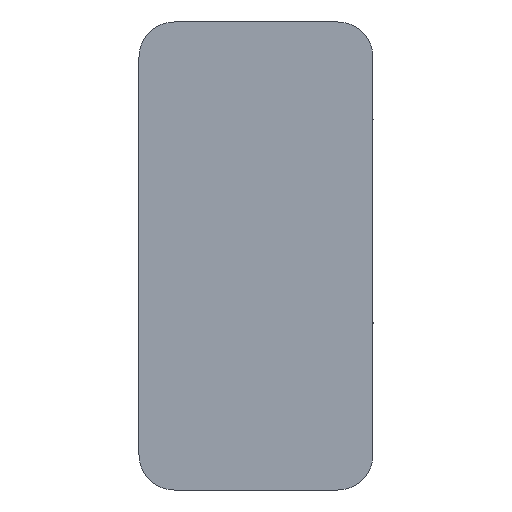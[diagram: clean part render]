
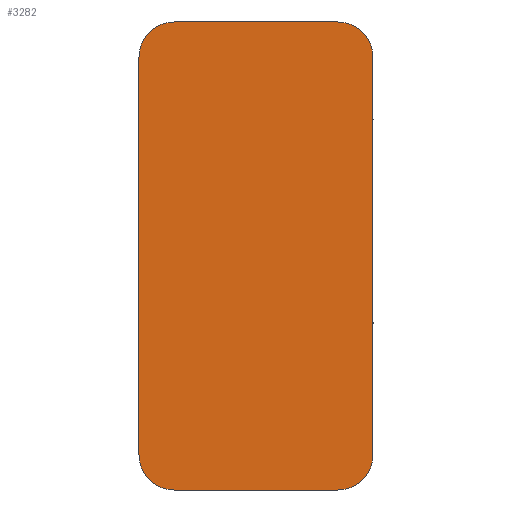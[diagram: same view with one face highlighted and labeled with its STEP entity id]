
A CAD part, front view. The second image highlights one B-rep face of the part: STEP entity #3282.
In plain terms, the highlighted planar face has unit normal (0, -1, 0).
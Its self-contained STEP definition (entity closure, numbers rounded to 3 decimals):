
#11 = CARTESIAN_POINT ( 'NONE',  ( -13.75, 0., -50. ) ) ;
#67 = DIRECTION ( 'NONE',  ( -1., 0., 0. ) ) ;
#83 = EDGE_CURVE ( 'NONE', #3148, #6743, #4148, .T. ) ;
#234 = VECTOR ( 'NONE', #67, 1000. ) ;
#314 = EDGE_CURVE ( 'NONE', #1096, #9743, #8493, .T. ) ;
#545 = AXIS2_PLACEMENT_3D ( 'NONE', #7279, #2038, #3543 ) ;
#563 = CARTESIAN_POINT ( 'NONE',  ( 28.75, 0., -50. ) ) ;
#996 = CARTESIAN_POINT ( 'NONE',  ( -13.75, 0., 50. ) ) ;
#1096 = VERTEX_POINT ( 'NONE', #4570 ) ;
#1121 = ORIENTED_EDGE ( 'NONE', *, *, #314, .F. ) ;
#1124 = EDGE_CURVE ( 'NONE', #3148, #9743, #9419, .T. ) ;
#1250 = VERTEX_POINT ( 'NONE', #3456 ) ;
#1678 = ORIENTED_EDGE ( 'NONE', *, *, #4906, .F. ) ;
#1774 = AXIS2_PLACEMENT_3D ( 'NONE', #4152, #9384, #8357 ) ;
#2038 = DIRECTION ( 'NONE',  ( 0., -1., 0. ) ) ;
#2068 = LINE ( 'NONE', #996, #4988 ) ;
#2137 = CIRCLE ( 'NONE', #7717, 7.5 ) ;
#2554 = DIRECTION ( 'NONE',  ( 0., 0., -1. ) ) ;
#3111 = CIRCLE ( 'NONE', #545, 7.5 ) ;
#3148 = VERTEX_POINT ( 'NONE', #8322 ) ;
#3282 = ADVANCED_FACE ( 'NONE', ( #9408 ), #6917, .T. ) ;
#3456 = CARTESIAN_POINT ( 'NONE',  ( -6.25, 0., -50. ) ) ;
#3543 = DIRECTION ( 'NONE',  ( 0., 0., -1. ) ) ;
#3580 = DIRECTION ( 'NONE',  ( 0., 0., 1. ) ) ;
#3994 = CARTESIAN_POINT ( 'NONE',  ( 28.75, 0., 50. ) ) ;
#4148 = LINE ( 'NONE', #7136, #7656 ) ;
#4152 = CARTESIAN_POINT ( 'NONE',  ( 28.75, 0., 42.5 ) ) ;
#4192 = AXIS2_PLACEMENT_3D ( 'NONE', #6220, #4685, #7117 ) ;
#4473 = CARTESIAN_POINT ( 'NONE',  ( -13.75, 0., -42.5 ) ) ;
#4570 = CARTESIAN_POINT ( 'NONE',  ( -6.25, 0., 50. ) ) ;
#4585 = EDGE_CURVE ( 'NONE', #1096, #6044, #5475, .T. ) ;
#4685 = DIRECTION ( 'NONE',  ( 0., -1., 0. ) ) ;
#4827 = CARTESIAN_POINT ( 'NONE',  ( 36.25, 0., -42.5 ) ) ;
#4906 = EDGE_CURVE ( 'NONE', #5511, #6044, #2068, .T. ) ;
#4987 = DIRECTION ( 'NONE',  ( 0., 0., -1. ) ) ;
#4988 = VECTOR ( 'NONE', #3580, 1000. ) ;
#5148 = ORIENTED_EDGE ( 'NONE', *, *, #4585, .T. ) ;
#5475 = CIRCLE ( 'NONE', #6736, 7.5 ) ;
#5504 = CARTESIAN_POINT ( 'NONE',  ( -13.75, 0., 50. ) ) ;
#5511 = VERTEX_POINT ( 'NONE', #4473 ) ;
#5588 = VECTOR ( 'NONE', #7691, 1000. ) ;
#5652 = CARTESIAN_POINT ( 'NONE',  ( -6.25, 0., 42.5 ) ) ;
#5719 = CARTESIAN_POINT ( 'NONE',  ( -13.75, 0., 42.5 ) ) ;
#6044 = VERTEX_POINT ( 'NONE', #5719 ) ;
#6089 = EDGE_LOOP ( 'NONE', ( #9826, #6300, #1121, #5148, #1678, #6846, #7252, #7932 ) ) ;
#6220 = CARTESIAN_POINT ( 'NONE',  ( 0., 0., 0. ) ) ;
#6229 = EDGE_CURVE ( 'NONE', #5511, #1250, #2137, .T. ) ;
#6300 = ORIENTED_EDGE ( 'NONE', *, *, #1124, .T. ) ;
#6537 = DIRECTION ( 'NONE',  ( 0., -1., 0. ) ) ;
#6736 = AXIS2_PLACEMENT_3D ( 'NONE', #5652, #6537, #4987 ) ;
#6743 = VERTEX_POINT ( 'NONE', #4827 ) ;
#6846 = ORIENTED_EDGE ( 'NONE', *, *, #6229, .T. ) ;
#6917 = PLANE ( 'NONE',  #4192 ) ;
#7101 = VERTEX_POINT ( 'NONE', #563 ) ;
#7117 = DIRECTION ( 'NONE',  ( 0., 0., -1. ) ) ;
#7136 = CARTESIAN_POINT ( 'NONE',  ( 36.25, 0., 50. ) ) ;
#7145 = DIRECTION ( 'NONE',  ( 0., 0., -1. ) ) ;
#7252 = ORIENTED_EDGE ( 'NONE', *, *, #9104, .F. ) ;
#7279 = CARTESIAN_POINT ( 'NONE',  ( 28.75, 0., -42.5 ) ) ;
#7463 = EDGE_CURVE ( 'NONE', #7101, #6743, #3111, .T. ) ;
#7656 = VECTOR ( 'NONE', #2554, 1000. ) ;
#7691 = DIRECTION ( 'NONE',  ( 1., 0., 0. ) ) ;
#7717 = AXIS2_PLACEMENT_3D ( 'NONE', #8780, #9390, #7145 ) ;
#7932 = ORIENTED_EDGE ( 'NONE', *, *, #7463, .T. ) ;
#8322 = CARTESIAN_POINT ( 'NONE',  ( 36.25, 0., 42.5 ) ) ;
#8357 = DIRECTION ( 'NONE',  ( 0., 0., -1. ) ) ;
#8493 = LINE ( 'NONE', #5504, #5588 ) ;
#8780 = CARTESIAN_POINT ( 'NONE',  ( -6.25, 0., -42.5 ) ) ;
#9104 = EDGE_CURVE ( 'NONE', #7101, #1250, #9204, .T. ) ;
#9204 = LINE ( 'NONE', #11, #234 ) ;
#9384 = DIRECTION ( 'NONE',  ( 0., -1., 0. ) ) ;
#9390 = DIRECTION ( 'NONE',  ( 0., -1., 0. ) ) ;
#9408 = FACE_OUTER_BOUND ( 'NONE', #6089, .T. ) ;
#9419 = CIRCLE ( 'NONE', #1774, 7.5 ) ;
#9743 = VERTEX_POINT ( 'NONE', #3994 ) ;
#9826 = ORIENTED_EDGE ( 'NONE', *, *, #83, .F. ) ;
